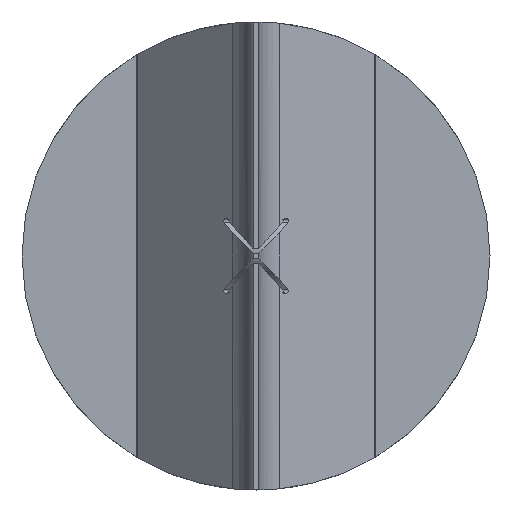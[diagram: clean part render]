
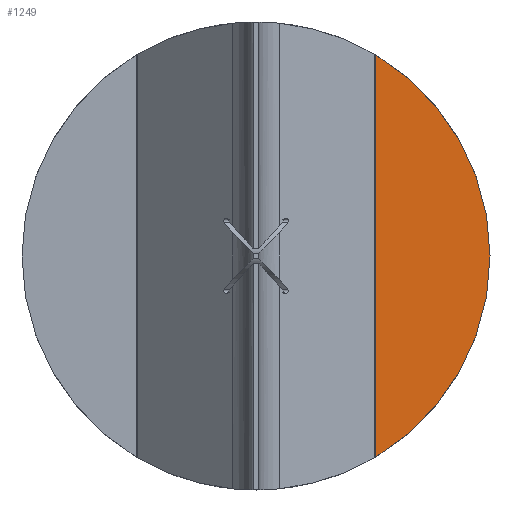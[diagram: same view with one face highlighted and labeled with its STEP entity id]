
A CAD part, front view. The second image highlights one B-rep face of the part: STEP entity #1249.
In plain terms, the highlighted planar face has unit normal (0, -1, 0).
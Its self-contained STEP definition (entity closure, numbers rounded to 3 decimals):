
#7 = DIRECTION ( 'NONE',  ( 0., 0., 1. ) ) ;
#101 = VERTEX_POINT ( 'NONE', #464 ) ;
#115 = CIRCLE ( 'NONE', #1140, 10. ) ;
#464 = CARTESIAN_POINT ( 'NONE',  ( 5.124, 6.2, -8.588 ) ) ;
#542 = CARTESIAN_POINT ( 'NONE',  ( 15., 6.2, -15. ) ) ;
#551 = DIRECTION ( 'NONE',  ( 0., 0., 1. ) ) ;
#648 = DIRECTION ( 'NONE',  ( 0., 1., 0. ) ) ;
#873 = VECTOR ( 'NONE', #551, 1000. ) ;
#886 = DIRECTION ( 'NONE',  ( 0., 0., 1. ) ) ;
#887 = VERTEX_POINT ( 'NONE', #1360 ) ;
#915 = EDGE_CURVE ( 'NONE', #887, #101, #115, .T. ) ;
#956 = CARTESIAN_POINT ( 'NONE',  ( 0., 6.2, 0. ) ) ;
#1000 = ORIENTED_EDGE ( 'NONE', *, *, #915, .F. ) ;
#1001 = FACE_OUTER_BOUND ( 'NONE', #1456, .T. ) ;
#1020 = AXIS2_PLACEMENT_3D ( 'NONE', #542, #648, #886 ) ;
#1077 = DIRECTION ( 'NONE',  ( 0., 1., 0. ) ) ;
#1140 = AXIS2_PLACEMENT_3D ( 'NONE', #956, #1077, #7 ) ;
#1151 = LINE ( 'NONE', #1510, #873 ) ;
#1198 = EDGE_CURVE ( 'NONE', #101, #887, #1151, .T. ) ;
#1243 = PLANE ( 'NONE',  #1020 ) ;
#1249 = ADVANCED_FACE ( 'NONE', ( #1001 ), #1243, .F. ) ;
#1290 = ORIENTED_EDGE ( 'NONE', *, *, #1198, .F. ) ;
#1360 = CARTESIAN_POINT ( 'NONE',  ( 5.124, 6.2, 8.588 ) ) ;
#1456 = EDGE_LOOP ( 'NONE', ( #1290, #1000 ) ) ;
#1510 = CARTESIAN_POINT ( 'NONE',  ( 5.124, 6.2, -15. ) ) ;
